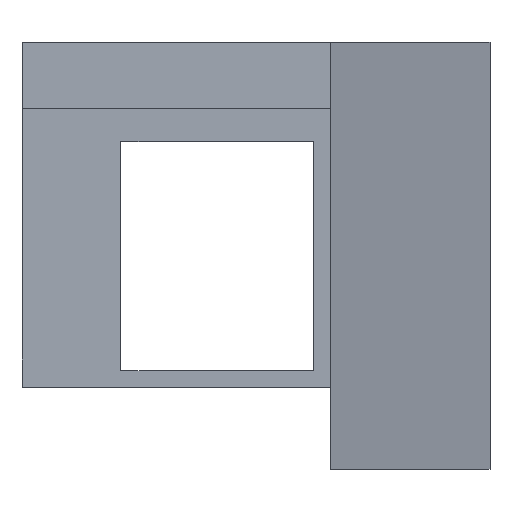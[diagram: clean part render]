
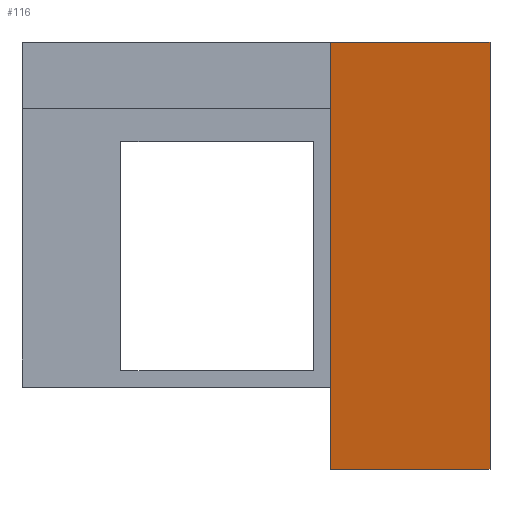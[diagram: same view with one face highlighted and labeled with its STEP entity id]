
A CAD part, top view. The second image highlights one B-rep face of the part: STEP entity #116.
In plain terms, the highlighted planar face has unit normal (-0.248, 0, 0.969).
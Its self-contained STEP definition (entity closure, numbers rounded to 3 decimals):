
#116=ADVANCED_FACE('',(#336),#338,.T.);
#336=FACE_BOUND('',#337,.T.);
#337=EDGE_LOOP('',(#512,#513,#514,#515,#516,#517));
#338=PLANE('',#339);
#339=AXIS2_PLACEMENT_3D('',#340,#341,#342);
#340=CARTESIAN_POINT('',(33.,-102.,-177.));
#341=DIRECTION('',(-0.248,0.,0.969));
#342=DIRECTION('',(0.,-1.,0.));
#512=ORIENTED_EDGE('',*,*,#613,.T.);
#513=ORIENTED_EDGE('',*,*,#631,.T.);
#514=ORIENTED_EDGE('',*,*,#639,.T.);
#515=ORIENTED_EDGE('',*,*,#640,.F.);
#516=ORIENTED_EDGE('',*,*,#641,.F.);
#517=ORIENTED_EDGE('',*,*,#635,.T.);
#613=EDGE_CURVE('',#676,#687,#688,.T.);
#631=EDGE_CURVE('',#687,#717,#720,.T.);
#635=EDGE_CURVE('',#723,#676,#726,.T.);
#639=EDGE_CURVE('',#717,#732,#733,.T.);
#640=EDGE_CURVE('',#734,#732,#735,.T.);
#641=EDGE_CURVE('',#723,#734,#736,.T.);
#676=VERTEX_POINT('',#787);
#687=VERTEX_POINT('',#810);
#688=LINE('',#811,#812);
#717=VERTEX_POINT('',#874);
#720=LINE('',#879,#880);
#723=VERTEX_POINT('',#886);
#726=LINE('',#893,#894);
#732=VERTEX_POINT('',#907);
#733=LINE('',#908,#909);
#734=VERTEX_POINT('',#911);
#735=LINE('',#912,#913);
#736=LINE('',#915,#916);
#787=CARTESIAN_POINT('',(33.,-107.,-177.));
#810=CARTESIAN_POINT('',(33.,-122.9,-177.));
#811=CARTESIAN_POINT('',(33.,-107.,-177.));
#812=VECTOR('',#813,1.);
#813=DIRECTION('',(0.,-1.,0.));
#874=CARTESIAN_POINT('',(33.,-127.9,-177.));
#879=CARTESIAN_POINT('',(33.,-122.9,-177.));
#880=VECTOR('',#881,1.);
#881=DIRECTION('',(0.,-1.,0.));
#886=CARTESIAN_POINT('',(33.,-102.,-177.));
#893=CARTESIAN_POINT('',(33.,-102.,-177.));
#894=VECTOR('',#895,1.);
#895=DIRECTION('',(0.,-1.,0.));
#907=CARTESIAN_POINT('',(42.687,-127.9,-174.516));
#908=CARTESIAN_POINT('',(33.,-127.9,-177.));
#909=VECTOR('',#910,1.);
#910=DIRECTION('',(0.969,0.,0.248));
#911=CARTESIAN_POINT('',(42.687,-102.,-174.516));
#912=CARTESIAN_POINT('',(42.687,-102.,-174.516));
#913=VECTOR('',#914,1.);
#914=DIRECTION('',(0.,-1.,0.));
#915=CARTESIAN_POINT('',(33.,-102.,-177.));
#916=VECTOR('',#917,1.);
#917=DIRECTION('',(0.969,0.,0.248));
